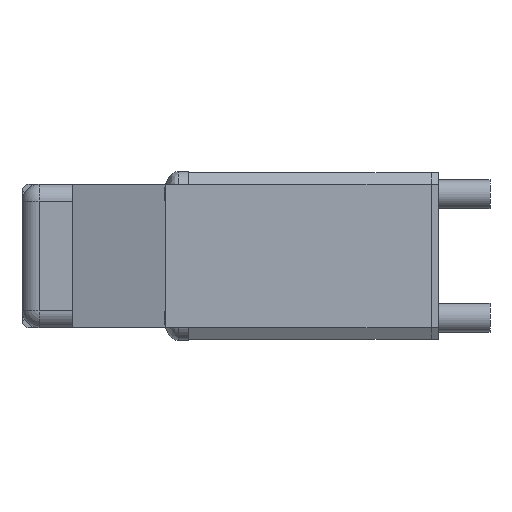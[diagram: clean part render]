
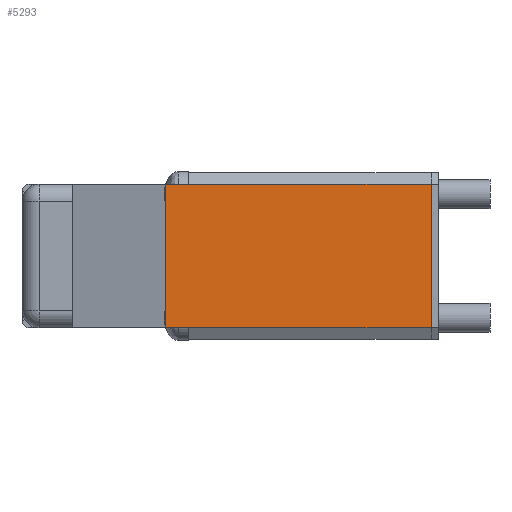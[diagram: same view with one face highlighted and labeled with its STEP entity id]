
A CAD part, left-side view. The second image highlights one B-rep face of the part: STEP entity #5293.
In plain terms, the highlighted planar face has unit normal (-1, 0, 0).
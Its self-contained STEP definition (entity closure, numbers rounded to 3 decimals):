
#34 = LINE ( 'NONE', #3501, #1778 ) ;
#516 = CARTESIAN_POINT ( 'NONE',  ( -7., 18.5, 5. ) ) ;
#642 = VERTEX_POINT ( 'NONE', #5379 ) ;
#804 = EDGE_LOOP ( 'NONE', ( #5515, #4493, #1136, #2735 ) ) ;
#1047 = LINE ( 'NONE', #7539, #3000 ) ;
#1136 = ORIENTED_EDGE ( 'NONE', *, *, #2777, .F. ) ;
#1154 = EDGE_CURVE ( 'NONE', #6624, #642, #34, .T. ) ;
#1311 = DIRECTION ( 'NONE',  ( 0., 1., 0. ) ) ;
#1512 = VECTOR ( 'NONE', #4651, 1000. ) ;
#1701 = CARTESIAN_POINT ( 'NONE',  ( -7., 18.5, 5. ) ) ;
#1778 = VECTOR ( 'NONE', #7008, 1000. ) ;
#2016 = PLANE ( 'NONE',  #2077 ) ;
#2077 = AXIS2_PLACEMENT_3D ( 'NONE', #516, #5621, #1311 ) ;
#2735 = ORIENTED_EDGE ( 'NONE', *, *, #2939, .T. ) ;
#2746 = CARTESIAN_POINT ( 'NONE',  ( -7., 18.5, 5. ) ) ;
#2777 = EDGE_CURVE ( 'NONE', #4397, #7250, #1047, .T. ) ;
#2939 = EDGE_CURVE ( 'NONE', #4397, #6624, #5454, .T. ) ;
#3000 = VECTOR ( 'NONE', #8255, 1000. ) ;
#3501 = CARTESIAN_POINT ( 'NONE',  ( -7., 18.5, -5. ) ) ;
#3932 = CARTESIAN_POINT ( 'NONE',  ( -7., 0., 5. ) ) ;
#4397 = VERTEX_POINT ( 'NONE', #1701 ) ;
#4493 = ORIENTED_EDGE ( 'NONE', *, *, #7741, .F. ) ;
#4651 = DIRECTION ( 'NONE',  ( 0., 0., -1. ) ) ;
#5293 = ADVANCED_FACE ( 'NONE', ( #6368 ), #2016, .F. ) ;
#5379 = CARTESIAN_POINT ( 'NONE',  ( -7., 0., -5. ) ) ;
#5448 = CARTESIAN_POINT ( 'NONE',  ( -7., 0., 5. ) ) ;
#5454 = LINE ( 'NONE', #2746, #7380 ) ;
#5515 = ORIENTED_EDGE ( 'NONE', *, *, #1154, .T. ) ;
#5621 = DIRECTION ( 'NONE',  ( 1., 0., 0. ) ) ;
#6368 = FACE_OUTER_BOUND ( 'NONE', #804, .T. ) ;
#6624 = VERTEX_POINT ( 'NONE', #8487 ) ;
#7008 = DIRECTION ( 'NONE',  ( 0., -1., 0. ) ) ;
#7250 = VERTEX_POINT ( 'NONE', #5448 ) ;
#7256 = LINE ( 'NONE', #3932, #1512 ) ;
#7380 = VECTOR ( 'NONE', #8452, 1000. ) ;
#7539 = CARTESIAN_POINT ( 'NONE',  ( -7., 18.5, 5. ) ) ;
#7741 = EDGE_CURVE ( 'NONE', #7250, #642, #7256, .T. ) ;
#8255 = DIRECTION ( 'NONE',  ( 0., -1., 0. ) ) ;
#8452 = DIRECTION ( 'NONE',  ( 0., 0., -1. ) ) ;
#8487 = CARTESIAN_POINT ( 'NONE',  ( -7., 18.5, -5. ) ) ;
